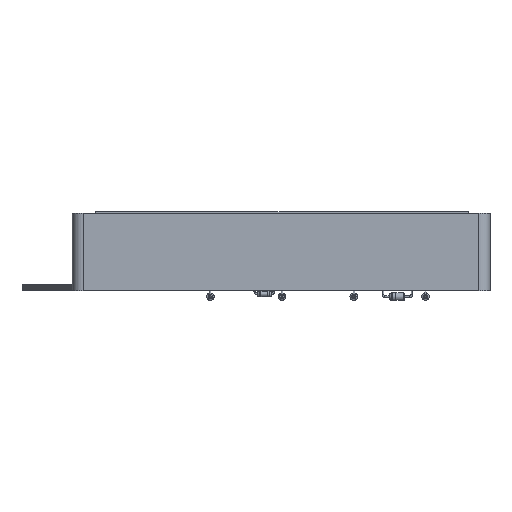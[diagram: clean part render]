
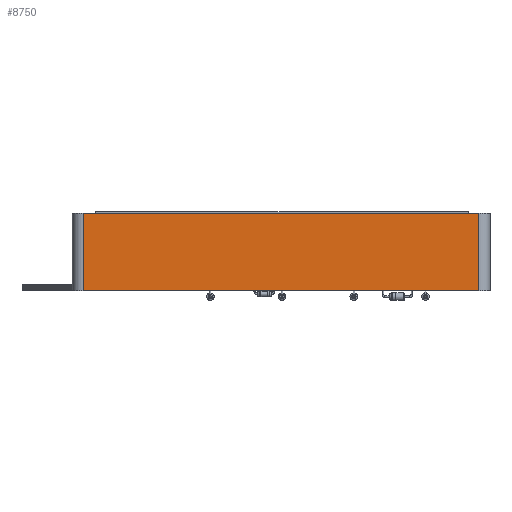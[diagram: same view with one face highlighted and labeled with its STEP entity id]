
A CAD part, front view. The second image highlights one B-rep face of the part: STEP entity #8750.
In plain terms, the highlighted planar face has unit normal (0, -1, 0).
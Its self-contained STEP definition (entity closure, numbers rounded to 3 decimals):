
#388=PLANE('',#9282);
#714=FACE_OUTER_BOUND('',#1166,.T.);
#1166=EDGE_LOOP('',(#6259,#6260,#6261,#6262));
#1819=LINE('',#12487,#2791);
#1824=LINE('',#12504,#2796);
#1836=LINE('',#12534,#2808);
#1866=LINE('',#12630,#2838);
#2791=VECTOR('',#9996,10.);
#2796=VECTOR('',#10011,10.);
#2808=VECTOR('',#10039,10.);
#2838=VECTOR('',#10145,10.);
#4060=VERTEX_POINT('',#12484);
#4061=VERTEX_POINT('',#12486);
#4068=VERTEX_POINT('',#12502);
#4078=VERTEX_POINT('',#12532);
#4870=EDGE_CURVE('',#4060,#4061,#1819,.T.);
#4879=EDGE_CURVE('',#4068,#4060,#1824,.T.);
#4894=EDGE_CURVE('',#4078,#4068,#1836,.T.);
#4940=EDGE_CURVE('',#4078,#4061,#1866,.T.);
#6259=ORIENTED_EDGE('',*,*,#4870,.F.);
#6260=ORIENTED_EDGE('',*,*,#4879,.F.);
#6261=ORIENTED_EDGE('',*,*,#4894,.F.);
#6262=ORIENTED_EDGE('',*,*,#4940,.T.);
#8750=ADVANCED_FACE('',(#714),#388,.T.);
#9282=AXIS2_PLACEMENT_3D('',#12629,#10143,#10144);
#9996=DIRECTION('',(0.,0.,-1.));
#10011=DIRECTION('',(1.,0.,0.));
#10039=DIRECTION('',(0.,0.,1.));
#10143=DIRECTION('center_axis',(0.,-1.,0.));
#10144=DIRECTION('ref_axis',(1.,0.,0.));
#10145=DIRECTION('',(1.,0.,0.));
#12484=CARTESIAN_POINT('',(98.737,-9.,20.6));
#12486=CARTESIAN_POINT('',(98.737,-9.,0.));
#12487=CARTESIAN_POINT('',(98.737,-9.,0.));
#12502=CARTESIAN_POINT('',(-6.263,-9.,20.6));
#12504=CARTESIAN_POINT('',(-9.263,-9.,20.6));
#12532=CARTESIAN_POINT('',(-6.263,-9.,0.));
#12534=CARTESIAN_POINT('',(-6.263,-9.,0.));
#12629=CARTESIAN_POINT('Origin',(-9.263,-9.,0.));
#12630=CARTESIAN_POINT('',(-9.263,-9.,0.));
